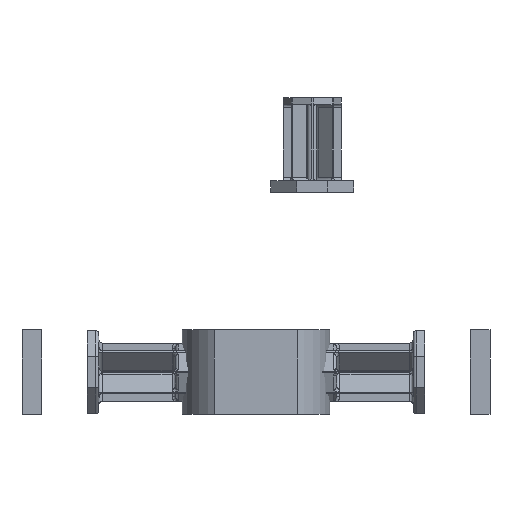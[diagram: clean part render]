
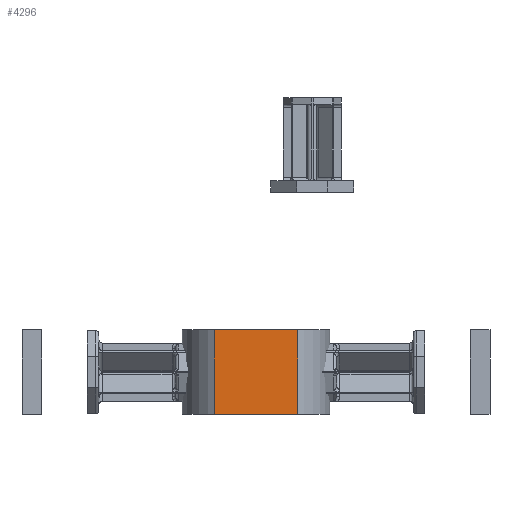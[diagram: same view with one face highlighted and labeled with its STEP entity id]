
A CAD part, left-side view. The second image highlights one B-rep face of the part: STEP entity #4296.
In plain terms, the highlighted planar face has unit normal (-1, 0, 0).
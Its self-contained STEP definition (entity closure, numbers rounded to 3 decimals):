
#258=PLANE('',#4711);
#503=FACE_OUTER_BOUND('',#763,.T.);
#763=EDGE_LOOP('',(#3908,#3909,#3910,#3911));
#1209=LINE('',#7872,#1627);
#1212=LINE('',#7878,#1630);
#1213=LINE('',#7880,#1631);
#1214=LINE('',#7881,#1632);
#1627=VECTOR('',#5850,10.);
#1630=VECTOR('',#5855,10.);
#1631=VECTOR('',#5856,10.);
#1632=VECTOR('',#5857,10.);
#2117=VERTEX_POINT('',#7869);
#2118=VERTEX_POINT('',#7871);
#2120=VERTEX_POINT('',#7877);
#2121=VERTEX_POINT('',#7879);
#2717=EDGE_CURVE('',#2117,#2118,#1209,.T.);
#2720=EDGE_CURVE('',#2120,#2117,#1212,.T.);
#2721=EDGE_CURVE('',#2121,#2120,#1213,.T.);
#2722=EDGE_CURVE('',#2118,#2121,#1214,.T.);
#3908=ORIENTED_EDGE('',*,*,#2720,.F.);
#3909=ORIENTED_EDGE('',*,*,#2721,.F.);
#3910=ORIENTED_EDGE('',*,*,#2722,.F.);
#3911=ORIENTED_EDGE('',*,*,#2717,.F.);
#4296=ADVANCED_FACE('',(#503),#258,.T.);
#4711=AXIS2_PLACEMENT_3D('',#7876,#5853,#5854);
#5850=DIRECTION('',(0.,1.,0.));
#5853=DIRECTION('center_axis',(-1.,0.,0.));
#5854=DIRECTION('ref_axis',(0.,-1.,0.));
#5855=DIRECTION('',(0.,0.,-1.));
#5856=DIRECTION('',(0.,-1.,0.));
#5857=DIRECTION('',(0.,0.,1.));
#7869=CARTESIAN_POINT('',(-140.796,-25.,-25.481));
#7871=CARTESIAN_POINT('',(-140.796,25.,-25.481));
#7872=CARTESIAN_POINT('',(-140.796,25.,-25.481));
#7876=CARTESIAN_POINT('Origin',(-140.796,25.,0.));
#7877=CARTESIAN_POINT('',(-140.796,-25.,25.481));
#7878=CARTESIAN_POINT('',(-140.796,-25.,0.));
#7879=CARTESIAN_POINT('',(-140.796,25.,25.481));
#7880=CARTESIAN_POINT('',(-140.796,25.,25.481));
#7881=CARTESIAN_POINT('',(-140.796,25.,0.));
